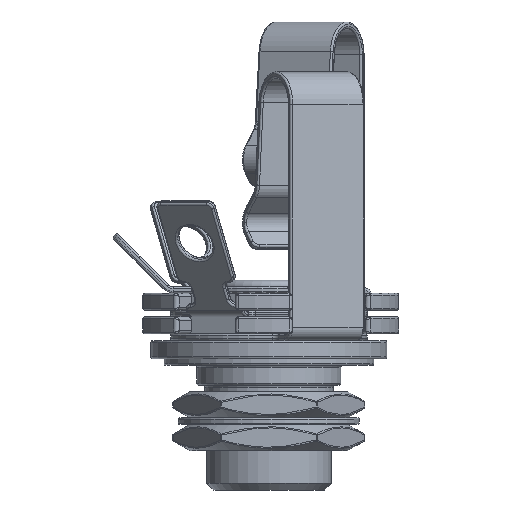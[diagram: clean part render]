
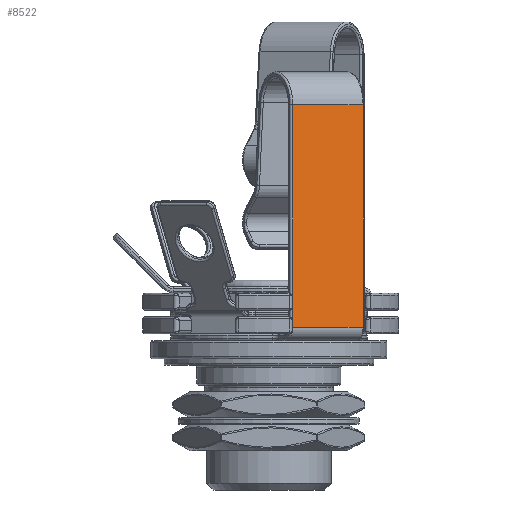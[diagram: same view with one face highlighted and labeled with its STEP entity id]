
A CAD part, left-side view. The second image highlights one B-rep face of the part: STEP entity #8522.
In plain terms, the highlighted face is planar.
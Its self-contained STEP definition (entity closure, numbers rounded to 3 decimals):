
#470=LINE('',#15575,#927);
#480=LINE('',#15654,#937);
#515=LINE('',#15815,#972);
#516=LINE('',#15817,#973);
#927=VECTOR('',#11740,17.);
#937=VECTOR('',#11846,17.);
#972=VECTOR('',#12081,6.2);
#973=VECTOR('',#12084,6.2);
#1218=PLANE('',#9600);
#1967=FACE_OUTER_BOUND('',#2623,.T.);
#2623=EDGE_LOOP('',(#7101,#7102,#7103,#7104));
#3981=VERTEX_POINT('',#15568);
#3983=VERTEX_POINT('',#15574);
#4003=VERTEX_POINT('',#15649);
#4004=VERTEX_POINT('',#15653);
#4961=EDGE_CURVE('',#3981,#3983,#470,.T.);
#5001=EDGE_CURVE('',#4003,#4004,#480,.T.);
#5083=EDGE_CURVE('',#3983,#4003,#515,.T.);
#5084=EDGE_CURVE('',#3981,#4004,#516,.T.);
#7101=ORIENTED_EDGE('',*,*,#5001,.F.);
#7102=ORIENTED_EDGE('',*,*,#5083,.F.);
#7103=ORIENTED_EDGE('',*,*,#4961,.F.);
#7104=ORIENTED_EDGE('',*,*,#5084,.T.);
#8522=ADVANCED_FACE('',(#1967),#1218,.T.);
#9600=AXIS2_PLACEMENT_3D('',#15816,#12082,#12083);
#11740=DIRECTION('',(0.,0.,-1.));
#11846=DIRECTION('',(0.,0.,1.));
#12081=DIRECTION('',(0.5,0.866,0.));
#12082=DIRECTION('center_axis',(-0.866,0.5,0.));
#12083=DIRECTION('ref_axis',(0.25,0.433,0.866));
#12084=DIRECTION('',(0.5,0.866,0.));
#15568=CARTESIAN_POINT('',(-9.344,1.815,-0.5));
#15574=CARTESIAN_POINT('',(-9.344,1.815,-17.5));
#15575=CARTESIAN_POINT('',(-9.344,1.815,-4.467));
#15649=CARTESIAN_POINT('',(-6.244,7.185,-17.5));
#15653=CARTESIAN_POINT('',(-6.244,7.185,-0.5));
#15654=CARTESIAN_POINT('',(-6.244,7.185,-4.467));
#15815=CARTESIAN_POINT('',(-9.419,1.685,-17.5));
#15816=CARTESIAN_POINT('Origin',(-7.794,4.5,-8.435));
#15817=CARTESIAN_POINT('',(-7.794,4.5,-0.5));
